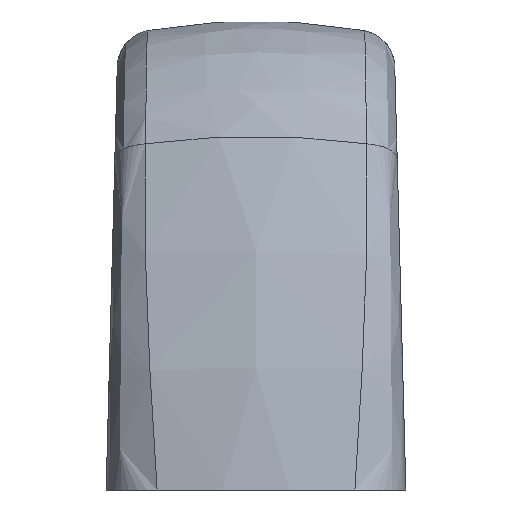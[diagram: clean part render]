
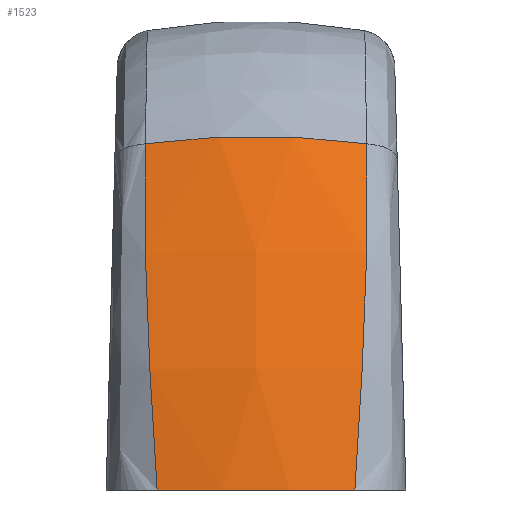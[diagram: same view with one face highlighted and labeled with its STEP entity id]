
A CAD part, left-side view. The second image highlights one B-rep face of the part: STEP entity #1523.
In plain terms, the highlighted free-form (B-spline) face has degree [3, 3] with [5, 4] control points.
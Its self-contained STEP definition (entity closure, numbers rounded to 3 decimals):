
#47=(
BOUNDED_SURFACE()
B_SPLINE_SURFACE(3,3,((#3511,#3512,#3513,#3514),(#3515,#3516,#3517,#3518),
(#3519,#3520,#3521,#3522),(#3523,#3524,#3525,#3526),(#3527,#3528,#3529,
#3530)),.SURF_OF_REVOLUTION.,.F.,.F.,.F.)
B_SPLINE_SURFACE_WITH_KNOTS((4,1,4),(4,4),(0.129,0.5,
0.871),(0.,1.),.UNSPECIFIED.)
GEOMETRIC_REPRESENTATION_ITEM()
RATIONAL_B_SPLINE_SURFACE(((1.,0.992,0.992,1.),
(1.,0.992,0.992,1.),(1.,0.992,0.992,
1.),(1.,0.992,0.992,1.),(1.,0.992,0.992,
1.)))
REPRESENTATION_ITEM('')
SURFACE()
);
#444=ORIENTED_EDGE('',*,*,#646,.T.);
#445=ORIENTED_EDGE('',*,*,#535,.T.);
#446=ORIENTED_EDGE('',*,*,#619,.T.);
#447=ORIENTED_EDGE('',*,*,#539,.T.);
#535=EDGE_CURVE('',#676,#674,#763,.T.);
#539=EDGE_CURVE('',#678,#680,#766,.T.);
#619=EDGE_CURVE('',#674,#678,#800,.T.);
#646=EDGE_CURVE('',#680,#676,#805,.F.);
#674=VERTEX_POINT('',#2180);
#676=VERTEX_POINT('',#2293);
#678=VERTEX_POINT('',#2433);
#680=VERTEX_POINT('',#2441);
#763=B_SPLINE_CURVE_WITH_KNOTS('',3,(#2305,#2306,#2307,#2308,#2309,#2310,
#2311,#2312,#2313,#2314,#2315,#2316,#2317,#2318,#2319,#2320,#2321,#2322,
#2323,#2324,#2325,#2326,#2327,#2328,#2329,#2330),.UNSPECIFIED.,.F.,.F.,
(4,1,1,1,1,1,1,1,1,1,1,1,1,1,1,1,1,1,1,1,1,1,1,4),(0.,0.063,0.125,0.188,
0.219,0.234,0.25,0.266,0.281,0.313,0.375,0.438,0.469,0.5,
0.531,0.563,0.625,0.688,0.719,0.75,0.781,0.813,0.875,1.),
 .UNSPECIFIED.);
#766=B_SPLINE_CURVE_WITH_KNOTS('',3,(#2442,#2443,#2444,#2445,#2446,#2447,
#2448,#2449,#2450,#2451,#2452,#2453,#2454,#2455,#2456,#2457,#2458,#2459,
#2460,#2461,#2462,#2463,#2464,#2465,#2466,#2467,#2468,#2469,#2470),
 .UNSPECIFIED.,.F.,.F.,(4,1,1,1,1,1,1,1,1,1,1,1,1,1,1,1,1,1,1,1,1,1,1,1,
1,1,4),(0.,0.125,0.188,0.219,0.25,0.281,0.313,0.375,0.438,0.469,
0.484,0.492,0.5,0.531,0.563,0.625,0.688,0.719,0.734,0.742,
0.75,0.766,0.781,0.813,0.875,0.938,1.),.UNSPECIFIED.);
#800=B_SPLINE_CURVE_WITH_KNOTS('',3,(#3336,#3337,#3338,#3339,#3340,#3341,
#3342),.UNSPECIFIED.,.F.,.F.,(4,1,1,1,4),(0.,0.25,0.5,0.75,1.),
 .UNSPECIFIED.);
#805=B_SPLINE_CURVE_WITH_KNOTS('',3,(#3500,#3501,#3502,#3503),
 .UNSPECIFIED.,.F.,.F.,(4,4),(0.,1.),.UNSPECIFIED.);
#862=EDGE_LOOP('',(#444,#445,#446,#447));
#937=FACE_BOUND('',#862,.T.);
#1523=ADVANCED_FACE('',(#937),#47,.T.);
#2180=CARTESIAN_POINT('',(-47.236,-8.482,26.574));
#2293=CARTESIAN_POINT('',(-54.667,-7.59,0.));
#2305=CARTESIAN_POINT('',(-54.667,-7.59,0.));
#2306=CARTESIAN_POINT('',(-54.585,-7.634,0.655));
#2307=CARTESIAN_POINT('',(-54.412,-7.716,1.924));
#2308=CARTESIAN_POINT('',(-54.133,-7.828,3.698));
#2309=CARTESIAN_POINT('',(-53.889,-7.913,5.077));
#2310=CARTESIAN_POINT('',(-53.717,-7.966,5.977));
#2311=CARTESIAN_POINT('',(-53.616,-7.996,6.492));
#2312=CARTESIAN_POINT('',(-53.549,-8.016,6.826));
#2313=CARTESIAN_POINT('',(-53.447,-8.044,7.321));
#2314=CARTESIAN_POINT('',(-53.321,-8.077,7.916));
#2315=CARTESIAN_POINT('',(-53.091,-8.135,8.965));
#2316=CARTESIAN_POINT('',(-52.753,-8.209,10.4));
#2317=CARTESIAN_POINT('',(-52.407,-8.273,11.761));
#2318=CARTESIAN_POINT('',(-52.121,-8.319,12.826));
#2319=CARTESIAN_POINT('',(-51.919,-8.349,13.555));
#2320=CARTESIAN_POINT('',(-51.663,-8.384,14.45));
#2321=CARTESIAN_POINT('',(-51.325,-8.424,15.585));
#2322=CARTESIAN_POINT('',(-50.888,-8.466,16.987));
#2323=CARTESIAN_POINT('',(-50.44,-8.497,18.335));
#2324=CARTESIAN_POINT('',(-50.071,-8.516,19.4));
#2325=CARTESIAN_POINT('',(-49.802,-8.526,20.156));
#2326=CARTESIAN_POINT('',(-49.49,-8.534,21.012));
#2327=CARTESIAN_POINT('',(-49.075,-8.54,22.117));
#2328=CARTESIAN_POINT('',(-48.332,-8.536,24.016));
#2329=CARTESIAN_POINT('',(-47.677,-8.51,25.569));
#2330=CARTESIAN_POINT('',(-47.236,-8.482,26.574));
#2433=CARTESIAN_POINT('',(-47.236,8.482,26.574));
#2441=CARTESIAN_POINT('',(-54.667,7.59,0.));
#2442=CARTESIAN_POINT('',(-47.236,8.482,26.574));
#2443=CARTESIAN_POINT('',(-47.679,8.51,25.566));
#2444=CARTESIAN_POINT('',(-48.334,8.537,24.01));
#2445=CARTESIAN_POINT('',(-49.077,8.54,22.109));
#2446=CARTESIAN_POINT('',(-49.493,8.535,21.004));
#2447=CARTESIAN_POINT('',(-49.805,8.526,20.149));
#2448=CARTESIAN_POINT('',(-50.071,8.516,19.399));
#2449=CARTESIAN_POINT('',(-50.439,8.497,18.339));
#2450=CARTESIAN_POINT('',(-50.886,8.466,16.991));
#2451=CARTESIAN_POINT('',(-51.322,8.424,15.595));
#2452=CARTESIAN_POINT('',(-51.622,8.389,14.587));
#2453=CARTESIAN_POINT('',(-51.767,8.37,14.086));
#2454=CARTESIAN_POINT('',(-51.854,8.358,13.782));
#2455=CARTESIAN_POINT('',(-51.957,8.344,13.416));
#2456=CARTESIAN_POINT('',(-52.123,8.319,12.82));
#2457=CARTESIAN_POINT('',(-52.406,8.273,11.764));
#2458=CARTESIAN_POINT('',(-52.757,8.208,10.385));
#2459=CARTESIAN_POINT('',(-53.094,8.134,8.948));
#2460=CARTESIAN_POINT('',(-53.324,8.077,7.902));
#2461=CARTESIAN_POINT('',(-53.434,8.047,7.378));
#2462=CARTESIAN_POINT('',(-53.5,8.03,7.064));
#2463=CARTESIAN_POINT('',(-53.555,8.014,6.794));
#2464=CARTESIAN_POINT('',(-53.613,7.997,6.507));
#2465=CARTESIAN_POINT('',(-53.712,7.968,6.004));
#2466=CARTESIAN_POINT('',(-53.883,7.915,5.109));
#2467=CARTESIAN_POINT('',(-54.127,7.83,3.736));
#2468=CARTESIAN_POINT('',(-54.408,7.718,1.95));
#2469=CARTESIAN_POINT('',(-54.584,7.634,0.666));
#2470=CARTESIAN_POINT('',(-54.667,7.59,0.));
#3336=CARTESIAN_POINT('',(-47.236,-8.482,26.574));
#3337=CARTESIAN_POINT('',(-47.532,-7.075,26.767));
#3338=CARTESIAN_POINT('',(-47.972,-4.226,27.057));
#3339=CARTESIAN_POINT('',(-48.183,-0.006,27.2));
#3340=CARTESIAN_POINT('',(-47.973,4.224,27.058));
#3341=CARTESIAN_POINT('',(-47.532,7.074,26.767));
#3342=CARTESIAN_POINT('',(-47.236,8.482,26.574));
#3500=CARTESIAN_POINT('',(-54.667,-7.59,0.));
#3501=CARTESIAN_POINT('',(-55.774,-2.607,0.));
#3502=CARTESIAN_POINT('',(-55.774,2.605,0.));
#3503=CARTESIAN_POINT('',(-54.667,7.59,0.));
#3511=CARTESIAN_POINT('',(-54.415,8.645,0.));
#3512=CARTESIAN_POINT('',(-53.384,8.645,9.344));
#3513=CARTESIAN_POINT('',(-50.895,8.645,18.409));
#3514=CARTESIAN_POINT('',(-47.012,8.645,26.97));
#3515=CARTESIAN_POINT('',(-55.127,5.853,0.));
#3516=CARTESIAN_POINT('',(-54.095,5.853,9.419));
#3517=CARTESIAN_POINT('',(-51.595,5.853,18.559));
#3518=CARTESIAN_POINT('',(-47.689,5.853,27.191));
#3519=CARTESIAN_POINT('',(-55.873,0.,0.));
#3520=CARTESIAN_POINT('',(-54.841,0.,9.498));
#3521=CARTESIAN_POINT('',(-52.328,0.,18.715));
#3522=CARTESIAN_POINT('',(-48.397,0.,27.423));
#3523=CARTESIAN_POINT('',(-55.127,-5.853,0.));
#3524=CARTESIAN_POINT('',(-54.095,-5.853,9.419));
#3525=CARTESIAN_POINT('',(-51.595,-5.853,18.559));
#3526=CARTESIAN_POINT('',(-47.689,-5.853,27.191));
#3527=CARTESIAN_POINT('',(-54.415,-8.645,0.));
#3528=CARTESIAN_POINT('',(-53.384,-8.645,9.344));
#3529=CARTESIAN_POINT('',(-50.895,-8.645,18.409));
#3530=CARTESIAN_POINT('',(-47.012,-8.645,26.97));
